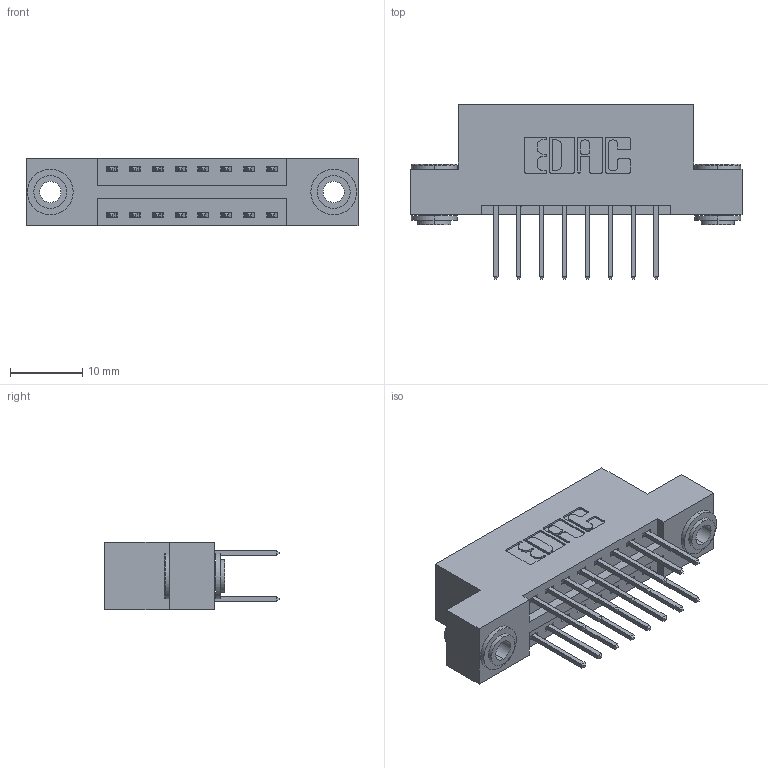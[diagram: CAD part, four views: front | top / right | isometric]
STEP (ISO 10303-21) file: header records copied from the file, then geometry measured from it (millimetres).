
FILE_DESCRIPTION (( 'STEP AP203' ), '1' );
FILE_NAME ('396-016-526-203.STEP', '2018-08-31T23:04:22', ( '' ), ( '' ), 'SwSTEP 2.0', 'SolidWorks 2016', '' );
FILE_SCHEMA (( 'CONFIG_CONTROL_DESIGN' ));
Length unit declared in the file: inch
Products named in the file (4): 346 Part_Flush Mounting Lugs - 0.156 Dia-TH; 345-292-001_345-293-126; 345-250-002_345-250-002-102; 396-016-526-203
Assembly tree (19 placements, depth 2):
  396-016-526-203
    346 Part_Flush Mounting Lugs - 0.156 Dia-TH
    345-292-001_345-293-126  x16
    345-250-002_345-250-002-102  x2
Bounding box: 45.97 x 24.13 x 9.4 mm (x, y, z)
Volume: 4264.6 mm3; surface area: 5659.2 mm2
Topology: 19 solids, 19 shells, 992 faces, 2885 edges, 1898 vertices
Faces by surface type: plane 646, cylinder 338, cone 8
Entity records: 10466 total; most frequent: CARTESIAN_POINT 1747, ORIENTED_EDGE 1674, DIRECTION 1623, EDGE_CURVE 837, VECTOR 649, LINE 649, VERTEX_POINT 554, AXIS2_PLACEMENT_3D 487
